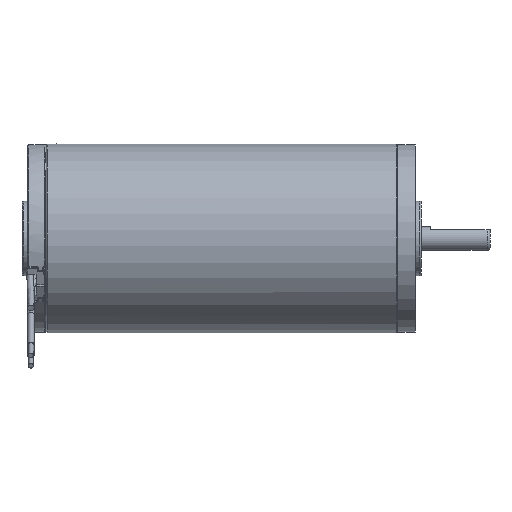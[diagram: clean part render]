
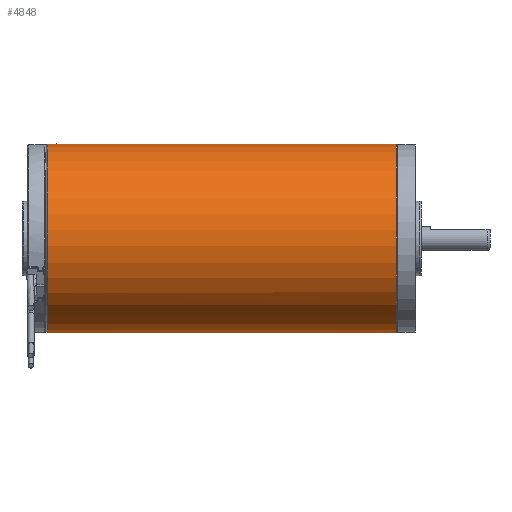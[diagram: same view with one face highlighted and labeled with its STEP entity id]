
A CAD part, front view. The second image highlights one B-rep face of the part: STEP entity #4848.
In plain terms, the highlighted cylindrical face has radius 31.75 mm (diameter 63.5 mm), a full revolution.
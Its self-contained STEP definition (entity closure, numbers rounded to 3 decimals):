
#1321=LINE('',#31597,#2178);
#1322=LINE('',#31602,#2179);
#2178=VECTOR('',#24111,1.);
#2179=VECTOR('',#24114,1.);
#4848=ADVANCED_FACE('',(#6444,#6445),#5958,.T.);
#5958=CYLINDRICAL_SURFACE('',#20677,31.75);
#6444=FACE_BOUND('',#7239,.T.);
#6445=FACE_BOUND('',#7240,.T.);
#7239=EDGE_LOOP('',(#9663));
#7240=EDGE_LOOP('',(#9664,#9665,#9666,#9667));
#9663=ORIENTED_EDGE('',*,*,#16500,.T.);
#9664=ORIENTED_EDGE('',*,*,#16501,.F.);
#9665=ORIENTED_EDGE('',*,*,#16502,.T.);
#9666=ORIENTED_EDGE('',*,*,#16503,.F.);
#9667=ORIENTED_EDGE('',*,*,#16504,.T.);
#14514=VERTEX_POINT('',#31596);
#14515=VERTEX_POINT('',#31598);
#14516=VERTEX_POINT('',#31599);
#14517=VERTEX_POINT('',#31601);
#14518=VERTEX_POINT('',#31603);
#16500=EDGE_CURVE('',#14514,#14514,#18916,.T.);
#16501=EDGE_CURVE('',#14515,#14516,#1321,.T.);
#16502=EDGE_CURVE('',#14515,#14517,#18917,.T.);
#16503=EDGE_CURVE('',#14518,#14517,#1322,.T.);
#16504=EDGE_CURVE('',#14518,#14516,#18918,.T.);
#18916=CIRCLE('',#20674,31.75);
#18917=CIRCLE('',#20675,31.75);
#18918=CIRCLE('',#20676,31.75);
#20674=AXIS2_PLACEMENT_3D('',#31595,#24109,#24110);
#20675=AXIS2_PLACEMENT_3D('',#31600,#24112,#24113);
#20676=AXIS2_PLACEMENT_3D('',#31604,#24115,#24116);
#20677=AXIS2_PLACEMENT_3D('',#31605,#24117,#24118);
#24109=DIRECTION('',(-1.,0.,0.));
#24110=DIRECTION('',(0.,0.707,0.707));
#24111=DIRECTION('',(1.,0.,0.));
#24112=DIRECTION('',(1.,0.,0.));
#24113=DIRECTION('',(0.,-0.707,-0.707));
#24114=DIRECTION('',(-1.,0.,0.));
#24115=DIRECTION('',(1.,0.,0.));
#24116=DIRECTION('',(0.,-0.707,-0.707));
#24117=DIRECTION('',(-1.,0.,0.));
#24118=DIRECTION('',(0.,-0.707,-0.707));
#31595=CARTESIAN_POINT('',(123.5,0.,0.));
#31596=CARTESIAN_POINT('',(123.5,22.451,22.451));
#31597=CARTESIAN_POINT('',(65.,-2.55,31.647));
#31598=CARTESIAN_POINT('',(6.5,-2.55,31.647));
#31599=CARTESIAN_POINT('',(9.6,-2.55,31.647));
#31600=CARTESIAN_POINT('',(6.5,0.,0.));
#31601=CARTESIAN_POINT('',(6.5,2.55,31.647));
#31602=CARTESIAN_POINT('',(65.,2.55,31.647));
#31603=CARTESIAN_POINT('',(9.6,2.55,31.647));
#31604=CARTESIAN_POINT('',(9.6,0.,0.));
#31605=CARTESIAN_POINT('',(65.,0.,0.));
